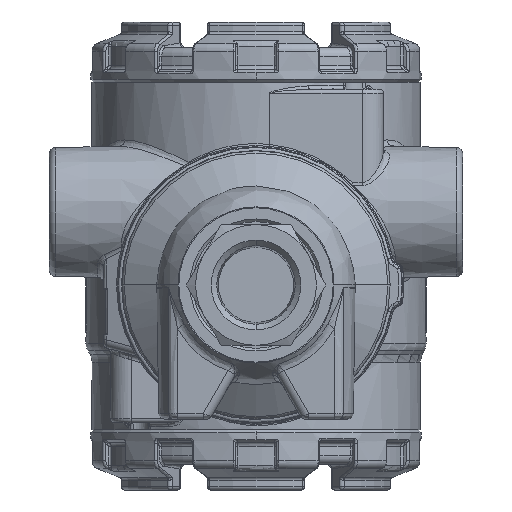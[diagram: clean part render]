
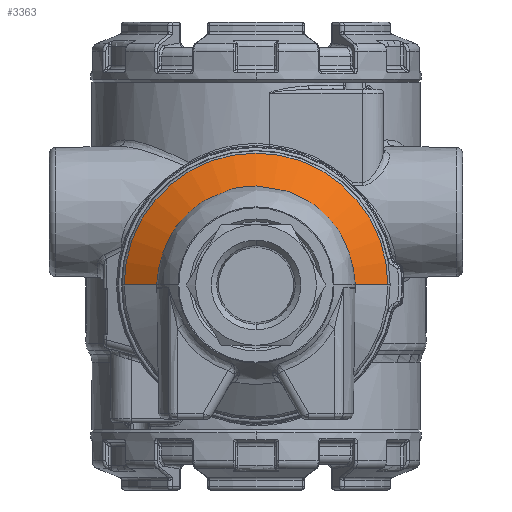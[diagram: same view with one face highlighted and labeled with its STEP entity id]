
A CAD part, front view. The second image highlights one B-rep face of the part: STEP entity #3363.
In plain terms, the highlighted conical face has half-angle 55 degrees and reference radius 26.963 mm.
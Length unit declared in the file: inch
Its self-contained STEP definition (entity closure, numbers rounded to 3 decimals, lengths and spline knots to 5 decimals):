
#79=CARTESIAN_POINT('',(0.,-3.40797,0.));
#80=DIRECTION('',(0.,-1.,0.));
#81=DIRECTION('',(1.,0.,0.));
#82=AXIS2_PLACEMENT_3D('',#79,#80,#81);
#783=CARTESIAN_POINT('',(0.,-3.17393,0.));
#784=DIRECTION('',(0.,1.,0.));
#785=DIRECTION('',(-1.,0.,0.));
#786=AXIS2_PLACEMENT_3D('',#783,#784,#785);
#788=DIRECTION('',(0.819,0.574,0.));
#789=VECTOR('',#788,0.40804);
#790=CARTESIAN_POINT('',(0.89444,-3.40797,
0.));
#791=LINE('',#790,#789);
#792=DIRECTION('',(-0.819,0.574,0.));
#793=VECTOR('',#792,0.40804);
#794=CARTESIAN_POINT('',(-0.89444,-3.40797,
0.));
#795=LINE('',#794,#793);
#1886=CARTESIAN_POINT('',(0.89444,-3.40797,0.));
#1887=CARTESIAN_POINT('',(-0.89444,-3.40797,0.));
#1888=VERTEX_POINT('',#1886);
#1889=VERTEX_POINT('',#1887);
#1934=CARTESIAN_POINT('',(1.22868,-3.17393,0.));
#1935=CARTESIAN_POINT('',(-1.22868,-3.17393,0.));
#1936=VERTEX_POINT('',#1934);
#1937=VERTEX_POINT('',#1935);
#3352=CARTESIAN_POINT('',(0.,-3.29095,0.));
#3353=DIRECTION('',(0.,1.,0.));
#3354=DIRECTION('',(-1.,0.,0.));
#3355=AXIS2_PLACEMENT_3D('',#3352,#3353,#3354);
#3356=CONICAL_SURFACE('',#3355,1.06156,55.);
#3357=ORIENTED_EDGE('',*,*,#3346,.T.);
#3358=ORIENTED_EDGE('',*,*,#3290,.F.);
#3359=ORIENTED_EDGE('',*,*,#2110,.T.);
#3360=ORIENTED_EDGE('',*,*,#3279,.T.);
#3361=EDGE_LOOP('',(#3357,#3358,#3359,#3360));
#3362=FACE_OUTER_BOUND('',#3361,.F.);
#83=CIRCLE('',#82,0.89444);
#787=CIRCLE('',#786,1.22868);
#2110=EDGE_CURVE('',#1888,#1889,#83,.T.);
#3279=EDGE_CURVE('',#1889,#1937,#795,.T.);
#3290=EDGE_CURVE('',#1888,#1936,#791,.T.);
#3346=EDGE_CURVE('',#1937,#1936,#787,.T.);
#3363=ADVANCED_FACE('',(#3362),#3356,.T.);
